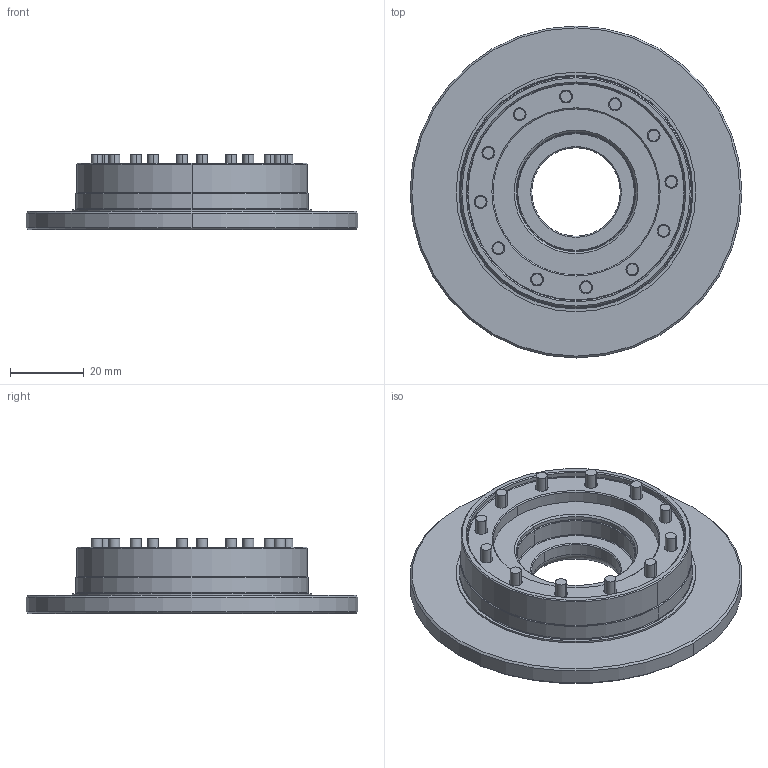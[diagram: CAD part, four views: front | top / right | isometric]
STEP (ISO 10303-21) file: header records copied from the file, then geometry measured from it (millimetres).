
FILE_DESCRIPTION((''),'2;1');
FILE_NAME('VT6_A901S_J6','2019-08-22T22:32:25',('arco0'),(''),'CREO PARAMETRIC BY PTC INC, 2018420','CREO PARAMETRIC BY PTC INC, 2018420','');
FILE_SCHEMA(('AUTOMOTIVE_DESIGN { 1 0 10303 214 1 1 1 1 }'));
Length unit declared in the file: millimetre
Products named in the file (1): VT6_A901S_J6
Bounding box: 90 x 90 x 20.5 mm (x, y, z)
Volume: 51681.8 mm3; surface area: 23200.8 mm2
Topology: 1 solids, 1 shells, 339 faces, 734 edges, 462 vertices
Faces by surface type: plane 143, cylinder 126, cone 62, torus 8
Entity records: 13784 total; most frequent: DIRECTION 1726, CARTESIAN_POINT 1529, ORIENTED_EDGE 1452, PRESENTATION_STYLE_ASSIGNMENT 919, STYLED_ITEM 727, CURVE_STYLE 726, EDGE_CURVE 726, AXIS2_PLACEMENT_3D 661
